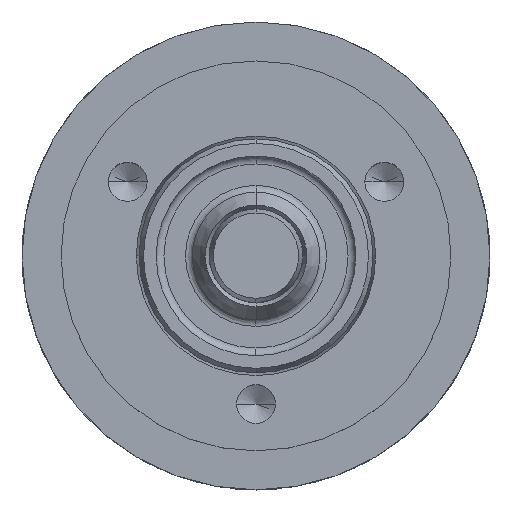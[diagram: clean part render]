
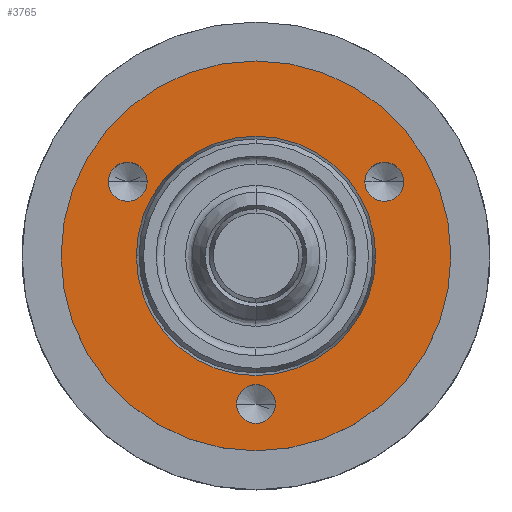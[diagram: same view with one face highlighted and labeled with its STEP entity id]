
A CAD part, top view. The second image highlights one B-rep face of the part: STEP entity #3765.
In plain terms, the highlighted planar face has unit normal (0, 0, 1).
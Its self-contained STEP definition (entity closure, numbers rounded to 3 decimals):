
#490=CARTESIAN_POINT('',(0.,0.,17.6));
#491=DIRECTION('',(0.,0.,-1.));
#492=DIRECTION('',(0.,1.,0.));
#493=AXIS2_PLACEMENT_3D('',#490,#491,#492);
#504=CARTESIAN_POINT('',(0.,0.,17.6));
#505=DIRECTION('',(0.,0.,1.));
#506=DIRECTION('',(0.,1.,0.));
#507=AXIS2_PLACEMENT_3D('',#504,#505,#506);
#509=CARTESIAN_POINT('',(0.,0.,17.6));
#510=DIRECTION('',(0.,0.,-1.));
#511=DIRECTION('',(-1.,0.,0.));
#512=AXIS2_PLACEMENT_3D('',#509,#510,#511);
#514=CARTESIAN_POINT('',(0.,0.,17.6));
#515=DIRECTION('',(0.,0.,-1.));
#516=DIRECTION('',(1.,0.,0.));
#517=AXIS2_PLACEMENT_3D('',#514,#515,#516);
#519=CARTESIAN_POINT('',(8.227,4.75,17.6));
#520=DIRECTION('',(0.,0.,1.));
#521=DIRECTION('',(-1.,0.,0.));
#522=AXIS2_PLACEMENT_3D('',#519,#520,#521);
#524=CARTESIAN_POINT('',(8.227,4.75,17.6));
#525=DIRECTION('',(0.,0.,1.));
#526=DIRECTION('',(1.,0.,0.));
#527=AXIS2_PLACEMENT_3D('',#524,#525,#526);
#529=CARTESIAN_POINT('',(0.,-9.5,17.6));
#530=DIRECTION('',(0.,0.,1.));
#531=DIRECTION('',(-1.,0.,0.));
#532=AXIS2_PLACEMENT_3D('',#529,#530,#531);
#534=CARTESIAN_POINT('',(0.,-9.5,17.6));
#535=DIRECTION('',(0.,0.,1.));
#536=DIRECTION('',(1.,0.,0.));
#537=AXIS2_PLACEMENT_3D('',#534,#535,#536);
#539=CARTESIAN_POINT('',(-8.227,4.75,17.6));
#540=DIRECTION('',(0.,0.,1.));
#541=DIRECTION('',(-1.,0.,0.));
#542=AXIS2_PLACEMENT_3D('',#539,#540,#541);
#544=CARTESIAN_POINT('',(-8.227,4.75,17.6));
#545=DIRECTION('',(0.,0.,1.));
#546=DIRECTION('',(1.,0.,0.));
#547=AXIS2_PLACEMENT_3D('',#544,#545,#546);
#2564=CARTESIAN_POINT('',(0.,12.5,17.6));
#2565=CARTESIAN_POINT('',(0.,-12.5,17.6));
#2566=VERTEX_POINT('',#2564);
#2567=VERTEX_POINT('',#2565);
#2596=CARTESIAN_POINT('',(-7.676,0.,17.6));
#2597=CARTESIAN_POINT('',(7.676,0.,17.6));
#2598=VERTEX_POINT('',#2596);
#2599=VERTEX_POINT('',#2597);
#2606=CARTESIAN_POINT('',(6.977,4.75,17.6));
#2607=CARTESIAN_POINT('',(9.477,4.75,17.6));
#2608=VERTEX_POINT('',#2606);
#2609=VERTEX_POINT('',#2607);
#2616=CARTESIAN_POINT('',(-1.25,-9.5,17.6));
#2617=CARTESIAN_POINT('',(1.25,-9.5,17.6));
#2618=VERTEX_POINT('',#2616);
#2619=VERTEX_POINT('',#2617);
#2626=CARTESIAN_POINT('',(-9.477,4.75,17.6));
#2627=CARTESIAN_POINT('',(-6.977,4.75,17.6));
#2628=VERTEX_POINT('',#2626);
#2629=VERTEX_POINT('',#2627);
#3732=CARTESIAN_POINT('',(0.,0.,17.6));
#3733=DIRECTION('',(0.,0.,1.));
#3734=DIRECTION('',(0.,1.,0.));
#3735=AXIS2_PLACEMENT_3D('',#3732,#3733,#3734);
#3736=PLANE('',#3735);
#3737=ORIENTED_EDGE('',*,*,#3699,.T.);
#3738=ORIENTED_EDGE('',*,*,#3714,.F.);
#3739=EDGE_LOOP('',(#3737,#3738));
#3740=FACE_OUTER_BOUND('',#3739,.F.);
#3742=ORIENTED_EDGE('',*,*,#3741,.F.);
#3744=ORIENTED_EDGE('',*,*,#3743,.F.);
#3745=EDGE_LOOP('',(#3742,#3744));
#3746=FACE_BOUND('',#3745,.F.);
#3748=ORIENTED_EDGE('',*,*,#3747,.T.);
#3750=ORIENTED_EDGE('',*,*,#3749,.T.);
#3751=EDGE_LOOP('',(#3748,#3750));
#3752=FACE_BOUND('',#3751,.F.);
#3754=ORIENTED_EDGE('',*,*,#3753,.T.);
#3756=ORIENTED_EDGE('',*,*,#3755,.T.);
#3757=EDGE_LOOP('',(#3754,#3756));
#3758=FACE_BOUND('',#3757,.F.);
#3760=ORIENTED_EDGE('',*,*,#3759,.T.);
#3762=ORIENTED_EDGE('',*,*,#3761,.T.);
#3763=EDGE_LOOP('',(#3760,#3762));
#3764=FACE_BOUND('',#3763,.F.);
#494=CIRCLE('',#493,12.5);
#508=CIRCLE('',#507,12.5);
#513=CIRCLE('',#512,7.676);
#518=CIRCLE('',#517,7.676);
#523=CIRCLE('',#522,1.25);
#528=CIRCLE('',#527,1.25);
#533=CIRCLE('',#532,1.25);
#538=CIRCLE('',#537,1.25);
#543=CIRCLE('',#542,1.25);
#548=CIRCLE('',#547,1.25);
#3699=EDGE_CURVE('',#2566,#2567,#494,.T.);
#3714=EDGE_CURVE('',#2566,#2567,#508,.T.);
#3741=EDGE_CURVE('',#2598,#2599,#513,.T.);
#3743=EDGE_CURVE('',#2599,#2598,#518,.T.);
#3747=EDGE_CURVE('',#2608,#2609,#523,.T.);
#3749=EDGE_CURVE('',#2609,#2608,#528,.T.);
#3753=EDGE_CURVE('',#2618,#2619,#533,.T.);
#3755=EDGE_CURVE('',#2619,#2618,#538,.T.);
#3759=EDGE_CURVE('',#2628,#2629,#543,.T.);
#3761=EDGE_CURVE('',#2629,#2628,#548,.T.);
#3765=ADVANCED_FACE('',(#3740,#3746,#3752,#3758,#3764),#3736,.T.);
